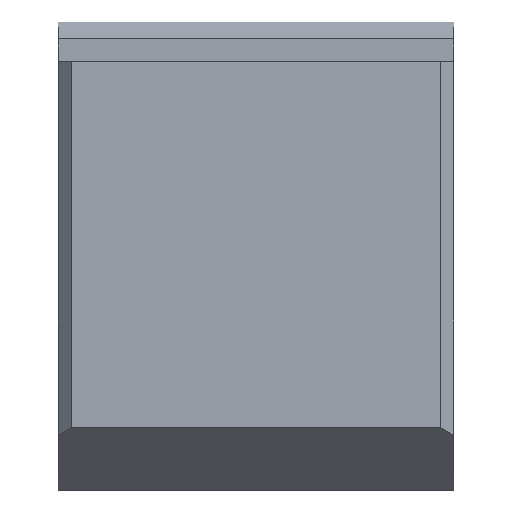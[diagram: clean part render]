
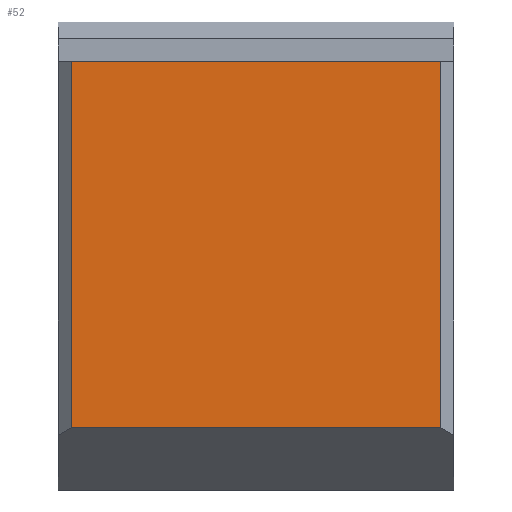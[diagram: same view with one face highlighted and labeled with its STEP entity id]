
A CAD part, front view. The second image highlights one B-rep face of the part: STEP entity #52.
In plain terms, the highlighted planar face has unit normal (0, -1, 0).
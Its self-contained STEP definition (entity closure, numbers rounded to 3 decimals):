
#52=ADVANCED_FACE('',(#107),#108,.T.);
#107=FACE_OUTER_BOUND('',#162,.T.);
#108=PLANE('',#163);
#162=EDGE_LOOP('',(#253,#254,#255,#256));
#163=AXIS2_PLACEMENT_3D('',#257,#258,#259);
#253=ORIENTED_EDGE('',*,*,#364,.T.);
#254=ORIENTED_EDGE('',*,*,#373,.F.);
#255=ORIENTED_EDGE('',*,*,#355,.T.);
#256=ORIENTED_EDGE('',*,*,#359,.T.);
#257=CARTESIAN_POINT('',(0.0,-1.5,-13.5));
#258=DIRECTION('',(0.0,-1.0,0.0));
#259=DIRECTION('',(0.0,0.0,-1.0));
#355=EDGE_CURVE('',#424,#422,#425,.T.);
#359=EDGE_CURVE('',#422,#429,#431,.T.);
#364=EDGE_CURVE('',#429,#436,#439,.T.);
#373=EDGE_CURVE('',#424,#436,#453,.T.);
#422=VERTEX_POINT('',#519);
#424=VERTEX_POINT('',#522);
#425=LINE('',#523,#524);
#429=VERTEX_POINT('',#529);
#431=LINE('',#532,#533);
#436=VERTEX_POINT('',#540);
#439=LINE('',#544,#545);
#453=LINE('',#566,#567);
#519=CARTESIAN_POINT('',(-14.0,-1.5,-27.766));
#522=CARTESIAN_POINT('',(-14.0,-1.5,0.));
#523=CARTESIAN_POINT('',(-14.0,-1.5,0.));
#524=VECTOR('',#624,27.766);
#529=CARTESIAN_POINT('',(14.0,-1.5,-27.766));
#532=CARTESIAN_POINT('',(-14.0,-1.5,-27.766));
#533=VECTOR('',#627,28.0);
#540=CARTESIAN_POINT('',(14.0,-1.5,0.));
#544=CARTESIAN_POINT('',(14.0,-1.5,-27.766));
#545=VECTOR('',#631,27.766);
#566=CARTESIAN_POINT('',(-14.0,-1.5,0.));
#567=VECTOR('',#639,28.0);
#624=DIRECTION('',(0.0,0.0,-1.0));
#627=DIRECTION('',(1.0,0.0,0.0));
#631=DIRECTION('',(0.0,0.0,1.0));
#639=DIRECTION('',(1.0,0.0,0.0));
